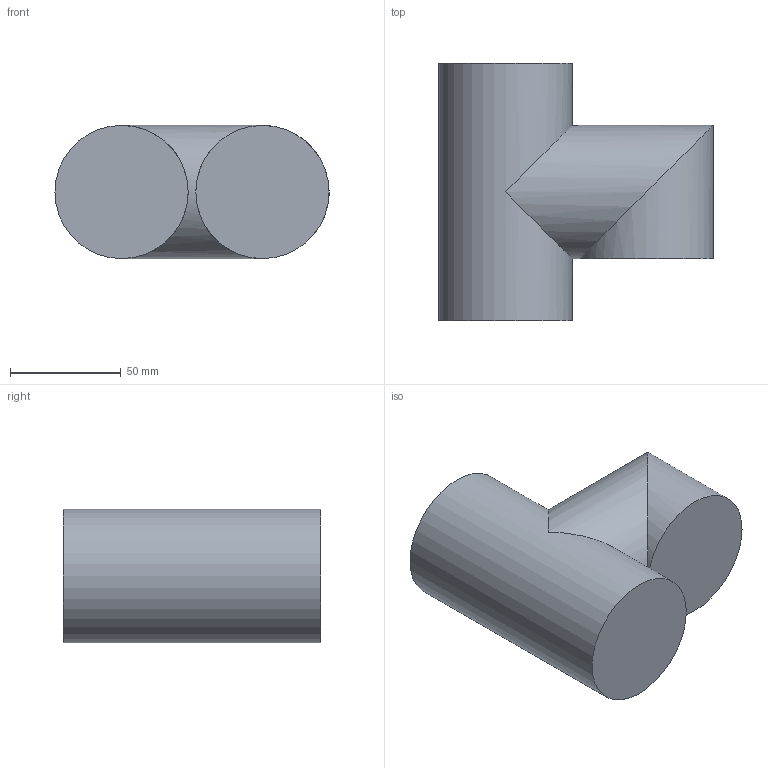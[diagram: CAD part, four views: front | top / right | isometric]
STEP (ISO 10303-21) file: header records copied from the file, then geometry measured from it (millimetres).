
FILE_DESCRIPTION(/* description */ (''),/* implementation_level */ '2;1');
FILE_NAME(/* name */ 'link30.stp',/* time_stamp */ '2018-08-20T19:46:35+01:00',/* author */ (''),/* organization */ (''),/* preprocessor_version */ 'ST-DEVELOPER v17',/* originating_system */ 'Autodesk Translation Framework v7.1.0.215',/* authorisation */ '');
FILE_SCHEMA (('AUTOMOTIVE_DESIGN { 1 0 10303 214 3 1 1 }'));
Length unit declared in the file: centimetre
Products named in the file (1): ShoulderPitch
Bounding box: 123.5 x 116 x 60 mm (x, y, z)
Volume: 520347.3 mm3; surface area: 40772.1 mm2
Topology: 1 solids, 1 shells, 6 faces, 11 edges, 8 vertices
Faces by surface type: cylinder 3, plane 3
Full cylindrical faces by diameter (mm): 60 x3
Entity records: 193 total; most frequent: DIRECTION 34, CARTESIAN_POINT 26, ORIENTED_EDGE 22, AXIS2_PLACEMENT_3D 16, EDGE_CURVE 11, VERTEX_POINT 8, EDGE_LOOP 7, FACE_OUTER_BOUND 6
